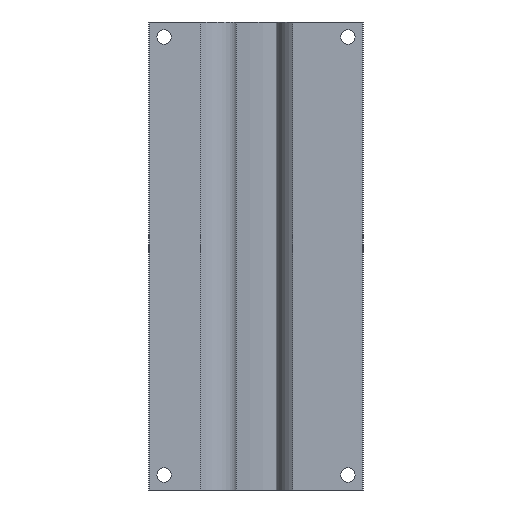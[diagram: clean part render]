
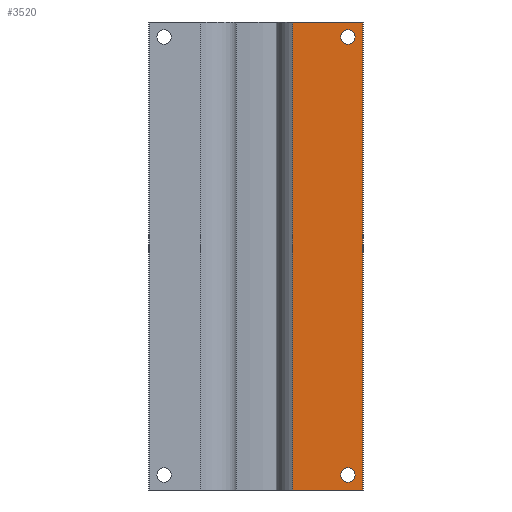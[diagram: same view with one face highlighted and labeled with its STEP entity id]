
A CAD part, front view. The second image highlights one B-rep face of the part: STEP entity #3520.
In plain terms, the highlighted planar face has unit normal (0, -1, 0).
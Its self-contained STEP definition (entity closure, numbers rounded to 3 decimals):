
#62=PLANE('',#3824);
#263=LINE('',#6092,#347);
#264=LINE('',#6098,#348);
#265=LINE('',#6100,#349);
#266=LINE('',#6102,#350);
#347=VECTOR('',#4448,1000.);
#348=VECTOR('',#4455,1000.);
#349=VECTOR('',#4456,1000.);
#350=VECTOR('',#4457,1000.);
#421=CIRCLE('',#3825,2.65);
#422=CIRCLE('',#3826,2.65);
#785=ORIENTED_EDGE('',*,*,#1568,.T.);
#786=ORIENTED_EDGE('',*,*,#1569,.T.);
#787=ORIENTED_EDGE('',*,*,#1570,.F.);
#788=ORIENTED_EDGE('',*,*,#1567,.F.);
#789=ORIENTED_EDGE('',*,*,#1571,.T.);
#790=ORIENTED_EDGE('',*,*,#1572,.T.);
#1567=EDGE_CURVE('',#1952,#1951,#263,.T.);
#1568=EDGE_CURVE('',#1953,#1953,#421,.T.);
#1569=EDGE_CURVE('',#1954,#1954,#422,.T.);
#1570=EDGE_CURVE('',#1951,#1955,#264,.T.);
#1571=EDGE_CURVE('',#1952,#1956,#265,.T.);
#1572=EDGE_CURVE('',#1956,#1955,#266,.T.);
#1951=VERTEX_POINT('',#6089);
#1952=VERTEX_POINT('',#6091);
#1953=VERTEX_POINT('',#6095);
#1954=VERTEX_POINT('',#6097);
#1955=VERTEX_POINT('',#6099);
#1956=VERTEX_POINT('',#6101);
#2333=EDGE_LOOP('',(#785));
#2334=EDGE_LOOP('',(#786));
#2335=EDGE_LOOP('',(#787,#788,#789,#790));
#2875=FACE_BOUND('',#2333,.T.);
#2876=FACE_BOUND('',#2334,.T.);
#2877=FACE_BOUND('',#2335,.T.);
#3520=ADVANCED_FACE('',(#2875,#2876,#2877),#62,.T.);
#3824=AXIS2_PLACEMENT_3D('',#6093,#4449,#4450);
#3825=AXIS2_PLACEMENT_3D('',#6094,#4451,#4452);
#3826=AXIS2_PLACEMENT_3D('',#6096,#4453,#4454);
#4448=DIRECTION('',(0.,0.,1.));
#4449=DIRECTION('',(0.,-1.,0.));
#4450=DIRECTION('',(0.,0.,-1.));
#4451=DIRECTION('',(0.,1.,0.));
#4452=DIRECTION('',(1.,0.,0.));
#4453=DIRECTION('',(0.,1.,0.));
#4454=DIRECTION('',(1.,0.,0.));
#4455=DIRECTION('',(1.,0.,0.));
#4456=DIRECTION('',(1.,0.,0.));
#4457=DIRECTION('',(0.,0.,1.));
#6089=CARTESIAN_POINT('',(13.572,-23.5,0.));
#6091=CARTESIAN_POINT('',(13.572,-23.5,-172.));
#6092=CARTESIAN_POINT('',(13.572,-23.5,-172.));
#6093=CARTESIAN_POINT('',(13.572,-23.5,-172.));
#6094=CARTESIAN_POINT('',(33.75,-23.5,-166.5));
#6095=CARTESIAN_POINT('',(36.4,-23.5,-166.5));
#6096=CARTESIAN_POINT('',(33.75,-23.5,-5.5));
#6097=CARTESIAN_POINT('',(36.4,-23.5,-5.5));
#6098=CARTESIAN_POINT('',(13.572,-23.5,0.));
#6099=CARTESIAN_POINT('',(39.3,-23.5,0.));
#6100=CARTESIAN_POINT('',(13.572,-23.5,-172.));
#6101=CARTESIAN_POINT('',(39.3,-23.5,-172.));
#6102=CARTESIAN_POINT('',(39.3,-23.5,-172.));
